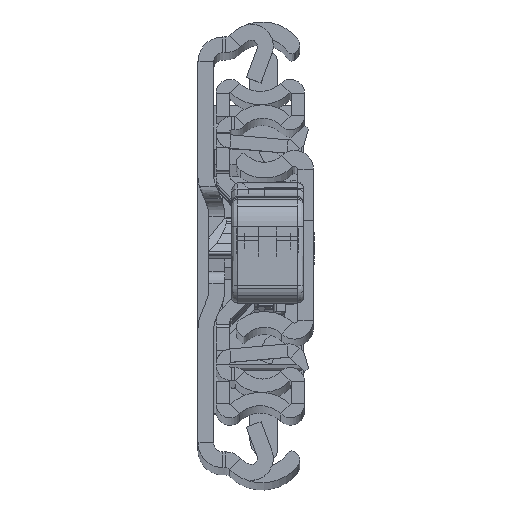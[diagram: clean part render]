
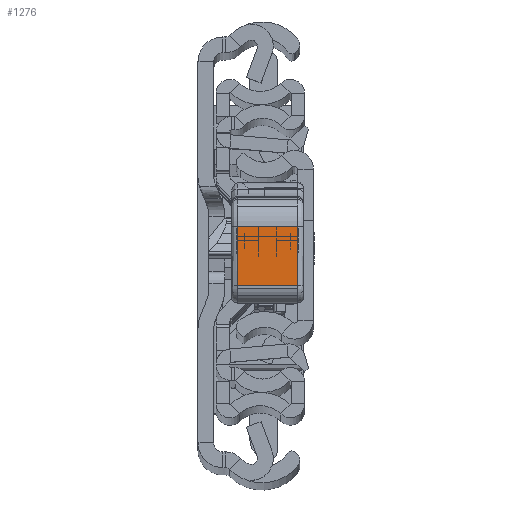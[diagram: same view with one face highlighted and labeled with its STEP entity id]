
A CAD part, top view. The second image highlights one B-rep face of the part: STEP entity #1276.
In plain terms, the highlighted face is planar.
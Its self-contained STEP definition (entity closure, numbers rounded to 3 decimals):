
#243 = DIRECTION ( 'NONE',  ( -1., 0.027, 0. ) ) ;
#1276 = ADVANCED_FACE ( 'NONE', ( #21790 ), #16486, .F. ) ;
#1543 = VECTOR ( 'NONE', #18983, 1000. ) ;
#2676 = LINE ( 'NONE', #18942, #12741 ) ;
#3251 = CARTESIAN_POINT ( 'NONE',  ( 39.55, -12.274, 0. ) ) ;
#3322 = ORIENTED_EDGE ( 'NONE', *, *, #31973, .T. ) ;
#4092 = DIRECTION ( 'NONE',  ( 0., 0., 1. ) ) ;
#4760 = ORIENTED_EDGE ( 'NONE', *, *, #10344, .T. ) ;
#5776 = ORIENTED_EDGE ( 'NONE', *, *, #20692, .T. ) ;
#7108 = DIRECTION ( 'NONE',  ( 0., 0., -1. ) ) ;
#9344 = VECTOR ( 'NONE', #4092, 1000. ) ;
#10344 = EDGE_CURVE ( 'NONE', #28902, #30577, #33913, .T. ) ;
#11919 = EDGE_LOOP ( 'NONE', ( #4760, #5776, #20269, #3322 ) ) ;
#12741 = VECTOR ( 'NONE', #29695, 1000. ) ;
#12878 = VERTEX_POINT ( 'NONE', #34646 ) ;
#16486 = PLANE ( 'NONE',  #30178 ) ;
#16519 = LINE ( 'NONE', #3251, #1543 ) ;
#17120 = CARTESIAN_POINT ( 'NONE',  ( 39.55, -12.274, 0. ) ) ;
#18942 = CARTESIAN_POINT ( 'NONE',  ( 39.55, -12.274, 10. ) ) ;
#18983 = DIRECTION ( 'NONE',  ( 0.027, 1., 0. ) ) ;
#19359 = VERTEX_POINT ( 'NONE', #31445 ) ;
#20269 = ORIENTED_EDGE ( 'NONE', *, *, #34229, .T. ) ;
#20518 = CARTESIAN_POINT ( 'NONE',  ( 39.818, -2.465, 11. ) ) ;
#20519 = CARTESIAN_POINT ( 'NONE',  ( 39.55, -12.274, 11. ) ) ;
#20692 = EDGE_CURVE ( 'NONE', #30577, #12878, #16519, .T. ) ;
#21790 = FACE_OUTER_BOUND ( 'NONE', #11919, .T. ) ;
#24421 = CARTESIAN_POINT ( 'NONE',  ( 39.55, -12.274, 11. ) ) ;
#27235 = DIRECTION ( 'NONE',  ( -0.027, -1., 0. ) ) ;
#28450 = LINE ( 'NONE', #20518, #9344 ) ;
#28902 = VERTEX_POINT ( 'NONE', #32553 ) ;
#29021 = VECTOR ( 'NONE', #7108, 1000. ) ;
#29695 = DIRECTION ( 'NONE',  ( -0.027, -1., 0. ) ) ;
#30178 = AXIS2_PLACEMENT_3D ( 'NONE', #24421, #243, #27235 ) ;
#30577 = VERTEX_POINT ( 'NONE', #17120 ) ;
#31445 = CARTESIAN_POINT ( 'NONE',  ( 39.818, -2.465, 10. ) ) ;
#31973 = EDGE_CURVE ( 'NONE', #19359, #28902, #2676, .T. ) ;
#32553 = CARTESIAN_POINT ( 'NONE',  ( 39.55, -12.274, 10. ) ) ;
#33913 = LINE ( 'NONE', #20519, #29021 ) ;
#34229 = EDGE_CURVE ( 'NONE', #12878, #19359, #28450, .T. ) ;
#34646 = CARTESIAN_POINT ( 'NONE',  ( 39.818, -2.465, 0. ) ) ;
